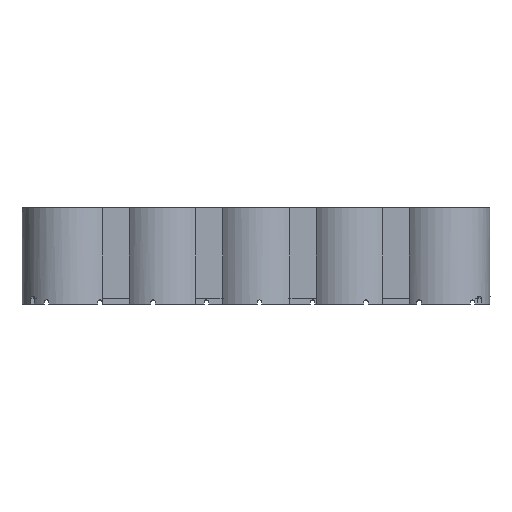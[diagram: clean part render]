
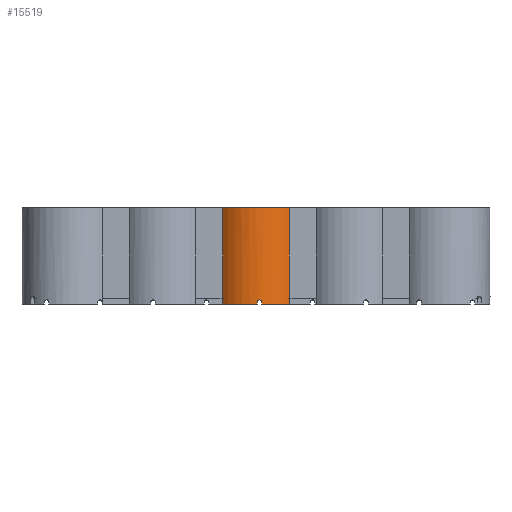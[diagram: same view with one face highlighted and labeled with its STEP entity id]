
A CAD part, left-side view. The second image highlights one B-rep face of the part: STEP entity #15519.
In plain terms, the highlighted cylindrical face has radius 24 mm (diameter 48 mm), a partial arc.
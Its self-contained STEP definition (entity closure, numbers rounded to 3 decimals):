
#103=CYLINDRICAL_SURFACE('',#16785,24.);
#1046=FACE_OUTER_BOUND('',#1814,.T.);
#1814=EDGE_LOOP('',(#12858,#12859,#12860,#12861,#12862,#12863,#12864,#12865,
#12866));
#3197=LINE('',#29575,#4765);
#3219=LINE('',#29613,#4787);
#3235=LINE('',#29684,#4803);
#3265=LINE('',#29753,#4833);
#4765=VECTOR('',#19726,10.);
#4787=VECTOR('',#19770,10.);
#4803=VECTOR('',#19814,10.);
#4833=VECTOR('',#19876,10.);
#5470=CIRCLE('',#16062,24.);
#5472=CIRCLE('',#16064,24.);
#5903=CIRCLE('',#16784,24.);
#5904=CIRCLE('',#16786,24.);
#6258=B_SPLINE_CURVE_WITH_KNOTS('',3,(#29647,#29648,#29649,#29650,#29651,
#29652,#29653,#29654,#29655,#29656,#29657,#29658,#29659,#29660,#29661,#29662,
#29663,#29664),.UNSPECIFIED.,.F.,.F.,(4,2,2,2,2,2,2,2,4),(-0.347,
-0.304,-0.26,-0.217,-0.174,
-0.13,-0.087,-0.043,0.),
 .UNSPECIFIED.);
#6384=VERTEX_POINT('',#22075);
#6385=VERTEX_POINT('',#22077);
#6387=VERTEX_POINT('',#22082);
#7633=VERTEX_POINT('',#29573);
#7637=VERTEX_POINT('',#29610);
#7638=VERTEX_POINT('',#29612);
#7640=VERTEX_POINT('',#29646);
#7643=VERTEX_POINT('',#29683);
#7666=VERTEX_POINT('',#29751);
#7993=EDGE_CURVE('',#6384,#6385,#5470,.T.);
#7996=EDGE_CURVE('',#6385,#6387,#5472,.T.);
#9557=EDGE_CURVE('',#7633,#6384,#3197,.T.);
#9580=EDGE_CURVE('',#7638,#7637,#3219,.T.);
#9589=EDGE_CURVE('',#7640,#7638,#6258,.T.);
#9599=EDGE_CURVE('',#7643,#7640,#3235,.T.);
#9633=EDGE_CURVE('',#7643,#7633,#5903,.T.);
#9634=EDGE_CURVE('',#7666,#7637,#5904,.T.);
#9635=EDGE_CURVE('',#7666,#6387,#3265,.T.);
#12858=ORIENTED_EDGE('',*,*,#9599,.T.);
#12859=ORIENTED_EDGE('',*,*,#9589,.T.);
#12860=ORIENTED_EDGE('',*,*,#9580,.T.);
#12861=ORIENTED_EDGE('',*,*,#9634,.F.);
#12862=ORIENTED_EDGE('',*,*,#9635,.T.);
#12863=ORIENTED_EDGE('',*,*,#7996,.F.);
#12864=ORIENTED_EDGE('',*,*,#7993,.F.);
#12865=ORIENTED_EDGE('',*,*,#9557,.F.);
#12866=ORIENTED_EDGE('',*,*,#9633,.F.);
#15519=ADVANCED_FACE('',(#1046),#103,.T.);
#16062=AXIS2_PLACEMENT_3D('',#22078,#17484,#17485);
#16064=AXIS2_PLACEMENT_3D('',#22083,#17489,#17490);
#16784=AXIS2_PLACEMENT_3D('',#29749,#19870,#19871);
#16785=AXIS2_PLACEMENT_3D('',#29750,#19872,#19873);
#16786=AXIS2_PLACEMENT_3D('',#29752,#19874,#19875);
#17484=DIRECTION('center_axis',(0.,0.,1.));
#17485=DIRECTION('ref_axis',(1.,0.,0.));
#17489=DIRECTION('center_axis',(0.,0.,1.));
#17490=DIRECTION('ref_axis',(1.,0.,0.));
#19726=DIRECTION('',(0.,0.,1.));
#19770=DIRECTION('',(0.,0.,-1.));
#19814=DIRECTION('',(0.,0.,1.));
#19870=DIRECTION('center_axis',(0.,0.,-1.));
#19871=DIRECTION('ref_axis',(1.,0.,0.));
#19872=DIRECTION('center_axis',(0.,0.,1.));
#19873=DIRECTION('ref_axis',(-1.,0.,0.));
#19874=DIRECTION('center_axis',(0.,0.,-1.));
#19875=DIRECTION('ref_axis',(1.,0.,0.));
#19876=DIRECTION('',(0.,0.,1.));
#22075=CARTESIAN_POINT('',(-1.971,126.971,46.));
#22077=CARTESIAN_POINT('',(-9.,110.,46.));
#22078=CARTESIAN_POINT('Origin',(15.,110.,46.));
#22082=CARTESIAN_POINT('',(-1.971,93.029,46.));
#22083=CARTESIAN_POINT('Origin',(15.,110.,46.));
#29573=CARTESIAN_POINT('',(-1.971,126.971,-3.));
#29575=CARTESIAN_POINT('',(-1.971,126.971,1.));
#29610=CARTESIAN_POINT('',(-8.821,107.072,-3.));
#29612=CARTESIAN_POINT('',(-8.821,107.072,-2.));
#29613=CARTESIAN_POINT('',(-8.821,107.072,1.));
#29646=CARTESIAN_POINT('',(-8.992,109.372,-2.));
#29647=CARTESIAN_POINT('Ctrl Pts',(-8.992,109.372,-2.));
#29648=CARTESIAN_POINT('Ctrl Pts',(-8.992,109.372,-1.856));
#29649=CARTESIAN_POINT('Ctrl Pts',(-8.991,109.343,-1.702));
#29650=CARTESIAN_POINT('Ctrl Pts',(-8.988,109.226,-1.418));
#29651=CARTESIAN_POINT('Ctrl Pts',(-8.985,109.138,-1.289));
#29652=CARTESIAN_POINT('Ctrl Pts',(-8.977,108.933,-1.085));
#29653=CARTESIAN_POINT('Ctrl Pts',(-8.971,108.804,-0.996));
#29654=CARTESIAN_POINT('Ctrl Pts',(-8.955,108.52,-0.879));
#29655=CARTESIAN_POINT('Ctrl Pts',(-8.945,108.366,-0.85));
#29656=CARTESIAN_POINT('Ctrl Pts',(-8.923,108.078,-0.85));
#29657=CARTESIAN_POINT('Ctrl Pts',(-8.91,107.923,-0.879));
#29658=CARTESIAN_POINT('Ctrl Pts',(-8.884,107.64,-0.997));
#29659=CARTESIAN_POINT('Ctrl Pts',(-8.871,107.51,-1.085));
#29660=CARTESIAN_POINT('Ctrl Pts',(-8.849,107.307,-1.289));
#29661=CARTESIAN_POINT('Ctrl Pts',(-8.838,107.218,-1.419));
#29662=CARTESIAN_POINT('Ctrl Pts',(-8.824,107.101,-1.702));
#29663=CARTESIAN_POINT('Ctrl Pts',(-8.821,107.072,-1.856));
#29664=CARTESIAN_POINT('Ctrl Pts',(-8.821,107.072,-2.));
#29683=CARTESIAN_POINT('',(-8.992,109.372,-3.));
#29684=CARTESIAN_POINT('',(-8.992,109.372,1.));
#29749=CARTESIAN_POINT('Origin',(15.,110.,-3.));
#29750=CARTESIAN_POINT('Origin',(15.,110.,1.));
#29751=CARTESIAN_POINT('',(-1.971,93.029,-3.));
#29752=CARTESIAN_POINT('Origin',(15.,110.,-3.));
#29753=CARTESIAN_POINT('',(-1.971,93.029,1.));
